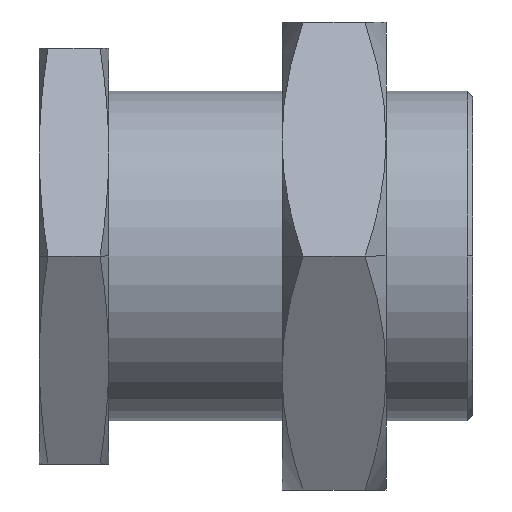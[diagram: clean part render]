
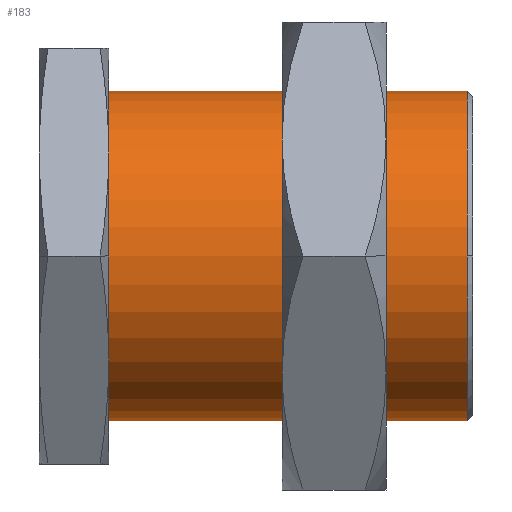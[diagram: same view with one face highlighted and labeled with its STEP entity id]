
A CAD part, left-side view. The second image highlights one B-rep face of the part: STEP entity #183.
In plain terms, the highlighted cylindrical face has radius 9.513 mm (diameter 19.026 mm), a partial arc.
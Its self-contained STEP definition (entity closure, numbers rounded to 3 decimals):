
#183=ADVANCED_FACE('',(#388),#389,.T.);
#388=FACE_OUTER_BOUND('',#613,.T.);
#389=CYLINDRICAL_SURFACE('',#614,9.513);
#613=EDGE_LOOP('',(#1046,#1047,#1048,#1049,#1050));
#614=AXIS2_PLACEMENT_3D('',#1051,#1052,#1053);
#1046=ORIENTED_EDGE('',*,*,#1424,.F.);
#1047=ORIENTED_EDGE('',*,*,#1420,.T.);
#1048=ORIENTED_EDGE('',*,*,#1426,.F.);
#1049=ORIENTED_EDGE('',*,*,#1378,.F.);
#1050=ORIENTED_EDGE('',*,*,#1438,.F.);
#1051=CARTESIAN_POINT('',(0.0,0.0,0.0));
#1052=DIRECTION('',(0.0,1.0,-0.0));
#1053=DIRECTION('',(0.0,0.0,1.0));
#1378=EDGE_CURVE('',#1665,#1667,#1668,.T.);
#1420=EDGE_CURVE('',#1714,#1713,#1716,.T.);
#1424=EDGE_CURVE('',#1714,#1720,#1721,.T.);
#1426=EDGE_CURVE('',#1667,#1713,#1723,.T.);
#1438=EDGE_CURVE('',#1720,#1665,#1736,.T.);
#1665=VERTEX_POINT('',#2209);
#1667=VERTEX_POINT('',#2212);
#1668=CIRCLE('',#2213,9.513);
#1713=VERTEX_POINT('',#2381);
#1714=VERTEX_POINT('',#2382);
#1716=CIRCLE('',#2384,9.513);
#1720=VERTEX_POINT('',#2397);
#1721=LINE('',#2398,#2399);
#1723=LINE('',#2401,#2402);
#1736=CIRCLE('',#2445,9.513);
#2209=CARTESIAN_POINT('',(-9.513,-20.675,0.));
#2212=CARTESIAN_POINT('',(0.0,-20.675,-9.513));
#2213=AXIS2_PLACEMENT_3D('',#2709,#2710,#2711);
#2381=CARTESIAN_POINT('',(0.0,0.0,-9.513));
#2382=CARTESIAN_POINT('',(0.,0.0,9.513));
#2384=AXIS2_PLACEMENT_3D('',#2748,#2749,#2750);
#2397=CARTESIAN_POINT('',(0.,-20.675,9.513));
#2398=CARTESIAN_POINT('',(0.,0.0,9.513));
#2399=VECTOR('',#2751,1.0);
#2401=CARTESIAN_POINT('',(0.,0.0,-9.513));
#2402=VECTOR('',#2755,1.0);
#2445=AXIS2_PLACEMENT_3D('',#2759,#2760,#2761);
#2709=CARTESIAN_POINT('',(0.0,-20.675,0.0));
#2710=DIRECTION('',(0.0,-1.0,0.0));
#2711=DIRECTION('',(-1.0,0.0,0.0));
#2748=CARTESIAN_POINT('',(0.0,0.0,0.0));
#2749=DIRECTION('',(0.0,-1.0,0.0));
#2750=DIRECTION('',(0.0,0.0,1.0));
#2751=DIRECTION('',(-0.0,-1.0,0.0));
#2755=DIRECTION('',(0.0,1.0,0.0));
#2759=CARTESIAN_POINT('',(0.0,-20.675,0.0));
#2760=DIRECTION('',(0.0,-1.0,0.0));
#2761=DIRECTION('',(-1.0,0.0,0.0));
